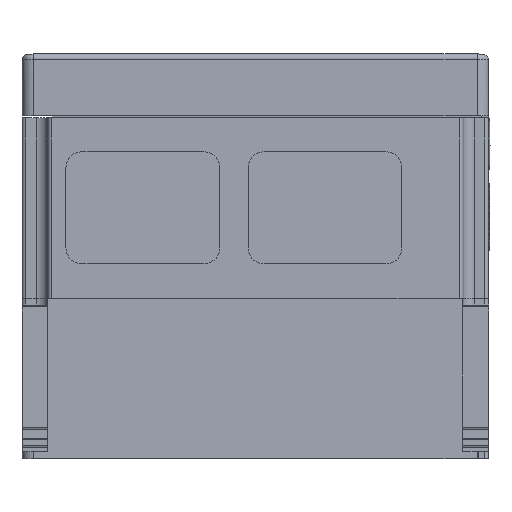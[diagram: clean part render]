
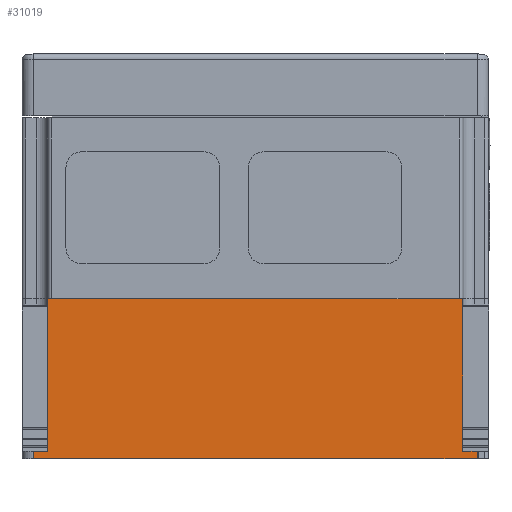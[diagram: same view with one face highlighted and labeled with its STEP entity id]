
A CAD part, left-side view. The second image highlights one B-rep face of the part: STEP entity #31019.
In plain terms, the highlighted planar face has unit normal (-1, 0, 0).
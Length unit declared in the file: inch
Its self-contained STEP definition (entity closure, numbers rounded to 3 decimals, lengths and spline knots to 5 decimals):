
#97 = VECTOR ( 'NONE', #35115, 39.37008 ) ;
#123 = DIRECTION ( 'NONE',  ( 0., 0., 1. ) ) ;
#1351 = VECTOR ( 'NONE', #29623, 39.37008 ) ;
#1635 = CARTESIAN_POINT ( 'NONE',  ( -2.325, 3.46, -5. ) ) ;
#2534 = LINE ( 'NONE', #19419, #36104 ) ;
#3181 = ORIENTED_EDGE ( 'NONE', *, *, #34081, .T. ) ;
#3619 = CARTESIAN_POINT ( 'NONE',  ( -2.325, 3.64, -4.88 ) ) ;
#3623 = EDGE_CURVE ( 'NONE', #17164, #18631, #2534, .T. ) ;
#4114 = CARTESIAN_POINT ( 'NONE',  ( -2.325, 3.18, -2.5 ) ) ;
#5058 = VERTEX_POINT ( 'NONE', #16553 ) ;
#5182 = CARTESIAN_POINT ( 'NONE',  ( -2.325, -3.18, -2.5 ) ) ;
#5803 = EDGE_LOOP ( 'NONE', ( #27396, #24853, #35312, #29915, #18094, #41438, #18450, #42240, #12124, #3181, #36873, #14577 ) ) ;
#5906 = EDGE_CURVE ( 'NONE', #34636, #18631, #41221, .T. ) ;
#7398 = PLANE ( 'NONE',  #25978 ) ;
#7631 = VECTOR ( 'NONE', #30398, 39.37008 ) ;
#7685 = DIRECTION ( 'NONE',  ( 1., 0., 0. ) ) ;
#9017 = VECTOR ( 'NONE', #27642, 39.37008 ) ;
#9603 = CARTESIAN_POINT ( 'NONE',  ( -2.325, -3.46, -5. ) ) ;
#10032 = EDGE_CURVE ( 'NONE', #36696, #18383, #24470, .T. ) ;
#10948 = EDGE_CURVE ( 'NONE', #36696, #5058, #24364, .T. ) ;
#10952 = DIRECTION ( 'NONE',  ( 0., 0., 1. ) ) ;
#12104 = CARTESIAN_POINT ( 'NONE',  ( -2.325, 3.18, -2.50263 ) ) ;
#12124 = ORIENTED_EDGE ( 'NONE', *, *, #19968, .T. ) ;
#12429 = VECTOR ( 'NONE', #40591, 39.37008 ) ;
#14459 = EDGE_CURVE ( 'NONE', #5058, #34636, #18395, .T. ) ;
#14559 = CARTESIAN_POINT ( 'NONE',  ( -2.325, 3.24, -2.50263 ) ) ;
#14577 = ORIENTED_EDGE ( 'NONE', *, *, #10948, .T. ) ;
#14585 = CARTESIAN_POINT ( 'NONE',  ( -2.325, 3.24, -4.88 ) ) ;
#14747 = CARTESIAN_POINT ( 'NONE',  ( -2.325, 3.24, -2.50263 ) ) ;
#15995 = FACE_OUTER_BOUND ( 'NONE', #5803, .T. ) ;
#16118 = CARTESIAN_POINT ( 'NONE',  ( -2.325, -3.18, -2.50263 ) ) ;
#16553 = CARTESIAN_POINT ( 'NONE',  ( -2.325, -3.24, -2.50263 ) ) ;
#17017 = LINE ( 'NONE', #9603, #24648 ) ;
#17164 = VERTEX_POINT ( 'NONE', #4114 ) ;
#17327 = LINE ( 'NONE', #27110, #7631 ) ;
#17415 = DIRECTION ( 'NONE',  ( 0., -1., 0. ) ) ;
#18094 = ORIENTED_EDGE ( 'NONE', *, *, #35392, .F. ) ;
#18383 = VERTEX_POINT ( 'NONE', #30077 ) ;
#18395 = LINE ( 'NONE', #25417, #97 ) ;
#18396 = CARTESIAN_POINT ( 'NONE',  ( -2.325, 3.46, -4.88 ) ) ;
#18450 = ORIENTED_EDGE ( 'NONE', *, *, #41437, .F. ) ;
#18631 = VERTEX_POINT ( 'NONE', #5182 ) ;
#19419 = CARTESIAN_POINT ( 'NONE',  ( -2.325, 3.64, -2.5 ) ) ;
#19968 = EDGE_CURVE ( 'NONE', #35551, #22741, #35853, .T. ) ;
#20218 = VERTEX_POINT ( 'NONE', #14585 ) ;
#22412 = VECTOR ( 'NONE', #17415, 39.37008 ) ;
#22694 = DIRECTION ( 'NONE',  ( 0., -1., 0. ) ) ;
#22710 = DIRECTION ( 'NONE',  ( 0., -1., 0. ) ) ;
#22741 = VERTEX_POINT ( 'NONE', #38395 ) ;
#23421 = LINE ( 'NONE', #27192, #22412 ) ;
#23448 = VECTOR ( 'NONE', #22694, 39.37008 ) ;
#24364 = LINE ( 'NONE', #30449, #41735 ) ;
#24470 = LINE ( 'NONE', #42219, #23448 ) ;
#24648 = VECTOR ( 'NONE', #35235, 39.37008 ) ;
#24853 = ORIENTED_EDGE ( 'NONE', *, *, #5906, .T. ) ;
#24904 = VERTEX_POINT ( 'NONE', #14747 ) ;
#25417 = CARTESIAN_POINT ( 'NONE',  ( -2.325, -3.24, -2.50263 ) ) ;
#25978 = AXIS2_PLACEMENT_3D ( 'NONE', #27151, #7685, #30441 ) ;
#27110 = CARTESIAN_POINT ( 'NONE',  ( -2.325, 3.18, -5. ) ) ;
#27151 = CARTESIAN_POINT ( 'NONE',  ( -2.325, 3.64, -5. ) ) ;
#27156 = VECTOR ( 'NONE', #32348, 39.37008 ) ;
#27192 = CARTESIAN_POINT ( 'NONE',  ( -2.325, 3.24, -2.50263 ) ) ;
#27265 = LINE ( 'NONE', #3619, #1351 ) ;
#27396 = ORIENTED_EDGE ( 'NONE', *, *, #14459, .T. ) ;
#27642 = DIRECTION ( 'NONE',  ( 0., 0., -1. ) ) ;
#28720 = LINE ( 'NONE', #14559, #12429 ) ;
#29069 = CARTESIAN_POINT ( 'NONE',  ( -2.325, 3.64, -5. ) ) ;
#29422 = EDGE_CURVE ( 'NONE', #30685, #35551, #34999, .T. ) ;
#29623 = DIRECTION ( 'NONE',  ( 0., -1., 0. ) ) ;
#29915 = ORIENTED_EDGE ( 'NONE', *, *, #31629, .T. ) ;
#30077 = CARTESIAN_POINT ( 'NONE',  ( -2.325, -3.46, -4.88 ) ) ;
#30398 = DIRECTION ( 'NONE',  ( 0., 0., -1. ) ) ;
#30441 = DIRECTION ( 'NONE',  ( 0., 0., -1. ) ) ;
#30449 = CARTESIAN_POINT ( 'NONE',  ( -2.325, -3.24, -2.50263 ) ) ;
#30685 = VERTEX_POINT ( 'NONE', #18396 ) ;
#31019 = ADVANCED_FACE ( 'NONE', ( #15995 ), #7398, .F. ) ;
#31629 = EDGE_CURVE ( 'NONE', #17164, #35520, #17327, .T. ) ;
#32348 = DIRECTION ( 'NONE',  ( 0., -1., 0. ) ) ;
#34081 = EDGE_CURVE ( 'NONE', #22741, #18383, #17017, .T. ) ;
#34636 = VERTEX_POINT ( 'NONE', #16118 ) ;
#34757 = CARTESIAN_POINT ( 'NONE',  ( -2.325, 3.46, -5. ) ) ;
#34999 = LINE ( 'NONE', #1635, #9017 ) ;
#35115 = DIRECTION ( 'NONE',  ( 0., 1., 0. ) ) ;
#35235 = DIRECTION ( 'NONE',  ( 0., 0., 1. ) ) ;
#35312 = ORIENTED_EDGE ( 'NONE', *, *, #3623, .F. ) ;
#35392 = EDGE_CURVE ( 'NONE', #24904, #35520, #23421, .T. ) ;
#35520 = VERTEX_POINT ( 'NONE', #12104 ) ;
#35551 = VERTEX_POINT ( 'NONE', #34757 ) ;
#35817 = CARTESIAN_POINT ( 'NONE',  ( -2.325, -3.18, -2.5 ) ) ;
#35853 = LINE ( 'NONE', #29069, #27156 ) ;
#36104 = VECTOR ( 'NONE', #22710, 39.37008 ) ;
#36696 = VERTEX_POINT ( 'NONE', #38600 ) ;
#36873 = ORIENTED_EDGE ( 'NONE', *, *, #10032, .F. ) ;
#37785 = EDGE_CURVE ( 'NONE', #20218, #24904, #28720, .T. ) ;
#38395 = CARTESIAN_POINT ( 'NONE',  ( -2.325, -3.46, -5. ) ) ;
#38600 = CARTESIAN_POINT ( 'NONE',  ( -2.325, -3.24, -4.88 ) ) ;
#40189 = VECTOR ( 'NONE', #123, 39.37008 ) ;
#40591 = DIRECTION ( 'NONE',  ( 0., 0., 1. ) ) ;
#41221 = LINE ( 'NONE', #35817, #40189 ) ;
#41437 = EDGE_CURVE ( 'NONE', #30685, #20218, #27265, .T. ) ;
#41438 = ORIENTED_EDGE ( 'NONE', *, *, #37785, .F. ) ;
#41735 = VECTOR ( 'NONE', #10952, 39.37008 ) ;
#42219 = CARTESIAN_POINT ( 'NONE',  ( -2.325, 3.64, -4.88 ) ) ;
#42240 = ORIENTED_EDGE ( 'NONE', *, *, #29422, .T. ) ;
